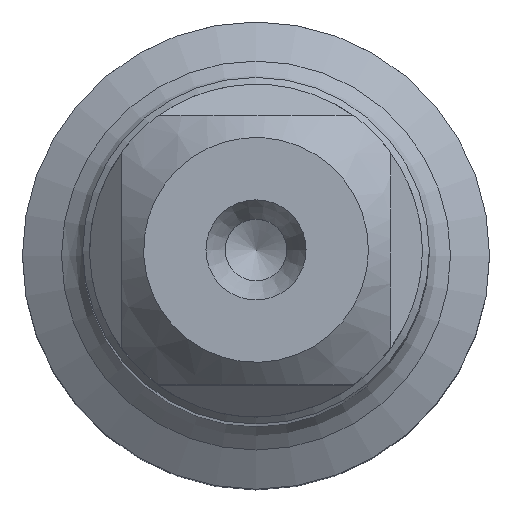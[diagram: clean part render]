
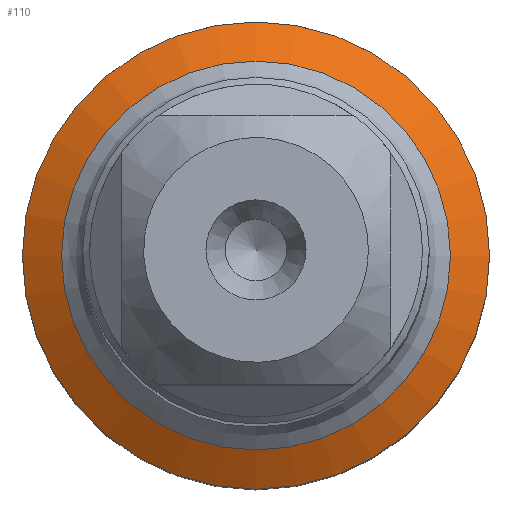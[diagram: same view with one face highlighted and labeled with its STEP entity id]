
A CAD part, top view. The second image highlights one B-rep face of the part: STEP entity #110.
In plain terms, the highlighted conical face has half-angle 60 degrees and reference radius 4.35 mm.
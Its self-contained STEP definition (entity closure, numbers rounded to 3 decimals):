
#97=CONICAL_SURFACE('',#488,4.35,60.);
#110=ADVANCED_FACE('',(#152,#153),#97,.T.);
#152=FACE_BOUND('',#192,.T.);
#153=FACE_BOUND('',#193,.T.);
#192=EDGE_LOOP('',(#262));
#193=EDGE_LOOP('',(#263));
#262=ORIENTED_EDGE('',*,*,#380,.T.);
#263=ORIENTED_EDGE('',*,*,#353,.F.);
#316=VERTEX_POINT('',#694);
#339=VERTEX_POINT('',#769);
#353=EDGE_CURVE('',#316,#316,#396,.T.);
#380=EDGE_CURVE('',#339,#339,#407,.T.);
#396=CIRCLE('',#467,6.067);
#407=CIRCLE('',#487,5.05);
#467=AXIS2_PLACEMENT_3D('',#693,#532,#533);
#487=AXIS2_PLACEMENT_3D('',#768,#580,#581);
#488=AXIS2_PLACEMENT_3D('',#770,#582,#583);
#532=DIRECTION('',(0.,0.,-1.));
#533=DIRECTION('',(-1.,0.,0.));
#580=DIRECTION('',(0.,0.,-1.));
#581=DIRECTION('',(-1.,0.,0.));
#582=DIRECTION('',(0.,0.,-1.));
#583=DIRECTION('',(-1.,0.,0.));
#693=CARTESIAN_POINT('',(0.,0.,-84.711));
#694=CARTESIAN_POINT('',(-6.067,0.,-84.711));
#768=CARTESIAN_POINT('',(0.,0.,-84.124));
#769=CARTESIAN_POINT('',(-5.05,0.,-84.124));
#770=CARTESIAN_POINT('',(0.,0.,-83.72));
